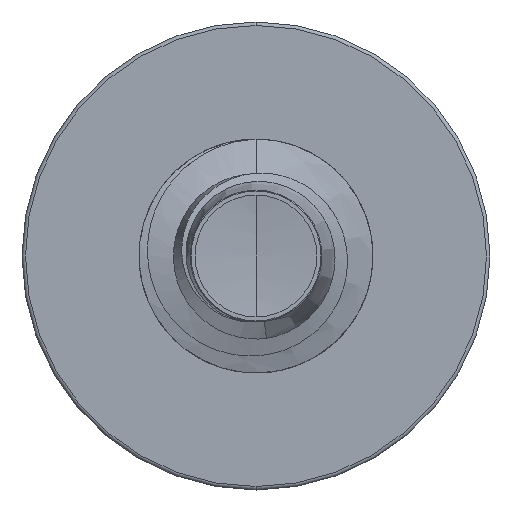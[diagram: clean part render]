
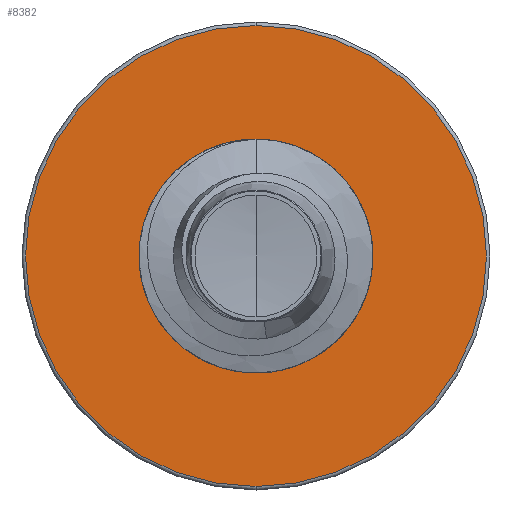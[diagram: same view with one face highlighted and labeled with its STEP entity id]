
A CAD part, front view. The second image highlights one B-rep face of the part: STEP entity #8382.
In plain terms, the highlighted planar face has unit normal (0, -1, 0).
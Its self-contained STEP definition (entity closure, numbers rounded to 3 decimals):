
#42 = EDGE_LOOP ( 'NONE', ( #10009, #3060 ) ) ;
#560 = DIRECTION ( 'NONE',  ( 0., 1., 0. ) ) ;
#925 = CARTESIAN_POINT ( 'NONE',  ( 0., 6.5, -1.196 ) ) ;
#1480 = ORIENTED_EDGE ( 'NONE', *, *, #13822, .F. ) ;
#1998 = CIRCLE ( 'NONE', #12906, 2.462 ) ;
#2917 = CIRCLE ( 'NONE', #5303, 2.462 ) ;
#3060 = ORIENTED_EDGE ( 'NONE', *, *, #12545, .T. ) ;
#4449 = DIRECTION ( 'NONE',  ( 0., 1., 0. ) ) ;
#4574 = DIRECTION ( 'NONE',  ( 0., 1., 0. ) ) ;
#4919 = CARTESIAN_POINT ( 'NONE',  ( 0., 6.5, -2.462 ) ) ;
#5303 = AXIS2_PLACEMENT_3D ( 'NONE', #7577, #560, #8749 ) ;
#5333 = FACE_OUTER_BOUND ( 'NONE', #9931, .T. ) ;
#5390 = AXIS2_PLACEMENT_3D ( 'NONE', #925, #15006, #8053 ) ;
#5869 = EDGE_CURVE ( 'NONE', #11352, #6289, #6770, .T. ) ;
#6080 = VERTEX_POINT ( 'NONE', #6910 ) ;
#6289 = VERTEX_POINT ( 'NONE', #8188 ) ;
#6579 = CARTESIAN_POINT ( 'NONE',  ( 0., 6.5, 0. ) ) ;
#6770 = CIRCLE ( 'NONE', #13849, 1.196 ) ;
#6774 = CIRCLE ( 'NONE', #8724, 1.196 ) ;
#6910 = CARTESIAN_POINT ( 'NONE',  ( 0., 6.5, 2.463 ) ) ;
#7577 = CARTESIAN_POINT ( 'NONE',  ( 0., 6.5, 0. ) ) ;
#7755 = DIRECTION ( 'NONE',  ( 0., 0., 1. ) ) ;
#8053 = DIRECTION ( 'NONE',  ( 0., 0., 1. ) ) ;
#8188 = CARTESIAN_POINT ( 'NONE',  ( 0., 6.5, -1.196 ) ) ;
#8382 = ADVANCED_FACE ( 'NONE', ( #5333, #14609 ), #13840, .F. ) ;
#8724 = AXIS2_PLACEMENT_3D ( 'NONE', #11570, #4574, #12727 ) ;
#8749 = DIRECTION ( 'NONE',  ( 0., 0., 1. ) ) ;
#9931 = EDGE_LOOP ( 'NONE', ( #1480, #10654 ) ) ;
#10009 = ORIENTED_EDGE ( 'NONE', *, *, #5869, .T. ) ;
#10654 = ORIENTED_EDGE ( 'NONE', *, *, #11590, .F. ) ;
#10920 = CARTESIAN_POINT ( 'NONE',  ( 0., 6.5, 1.196 ) ) ;
#11352 = VERTEX_POINT ( 'NONE', #10920 ) ;
#11440 = CARTESIAN_POINT ( 'NONE',  ( 0., 6.5, 0. ) ) ;
#11570 = CARTESIAN_POINT ( 'NONE',  ( 0., 6.5, 0. ) ) ;
#11590 = EDGE_CURVE ( 'NONE', #13204, #6080, #1998, .T. ) ;
#12545 = EDGE_CURVE ( 'NONE', #6289, #11352, #6774, .T. ) ;
#12607 = DIRECTION ( 'NONE',  ( 0., 0., 1. ) ) ;
#12727 = DIRECTION ( 'NONE',  ( 0., 0., 1. ) ) ;
#12906 = AXIS2_PLACEMENT_3D ( 'NONE', #6579, #14704, #7755 ) ;
#13204 = VERTEX_POINT ( 'NONE', #4919 ) ;
#13822 = EDGE_CURVE ( 'NONE', #6080, #13204, #2917, .T. ) ;
#13840 = PLANE ( 'NONE',  #5390 ) ;
#13849 = AXIS2_PLACEMENT_3D ( 'NONE', #11440, #4449, #12607 ) ;
#14609 = FACE_BOUND ( 'NONE', #42, .T. ) ;
#14704 = DIRECTION ( 'NONE',  ( 0., 1., 0. ) ) ;
#15006 = DIRECTION ( 'NONE',  ( 0., 1., 0. ) ) ;
